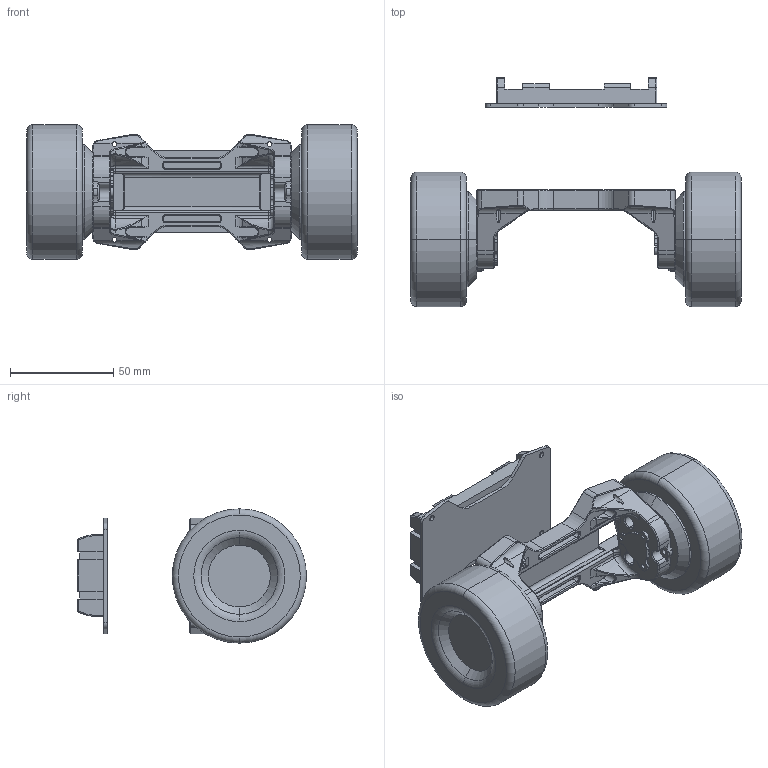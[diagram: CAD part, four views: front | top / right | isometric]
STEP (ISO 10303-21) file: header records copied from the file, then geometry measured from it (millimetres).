
FILE_DESCRIPTION (( 'STEP AP203' ), '1' );
FILE_NAME ('拸芃す算陬賦凳.STEP', '2022-08-27T11:36:57', ( '' ), ( '' ), 'SwSTEP 2.0', 'SolidWorks 2018', '' );
FILE_SCHEMA (( 'CONFIG_CONTROL_DESIGN' ));
Length unit declared in the file: millimetre
Products named in the file (6): 萇儂嘐隅釱3; 萇喀碟; TLE5012; 陬謫; 拸芃す算陬賦凳; 嘐隅啣
Assembly tree (7 placements, depth 2):
  拸芃す算陬賦凳
    陬謫  x2
    萇喀碟
    TLE5012  x2
    萇儂嘐隅釱3
    嘐隅啣
Bounding box: 160 x 110.85 x 65 mm (x, y, z)
Volume: 235923.4 mm3; surface area: 64939.5 mm2
Topology: 7 solids, 7 shells, 999 faces, 2512 edges, 1529 vertices
Faces by surface type: cylinder 367, plane 348, cone 136, bspline 76, torus 68, sphere 4
Entity records: 31176 total; most frequent: CARTESIAN_POINT 8645, DIRECTION 4656, ORIENTED_EDGE 4590, EDGE_CURVE 2295, AXIS2_PLACEMENT_3D 1724, VERTEX_POINT 1401, VECTOR 1208, LINE 1208
